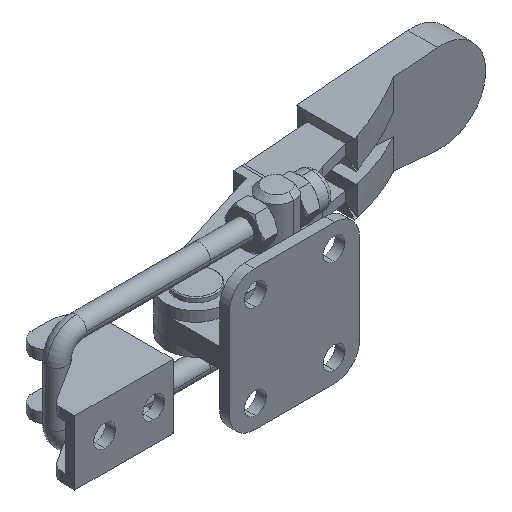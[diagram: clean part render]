
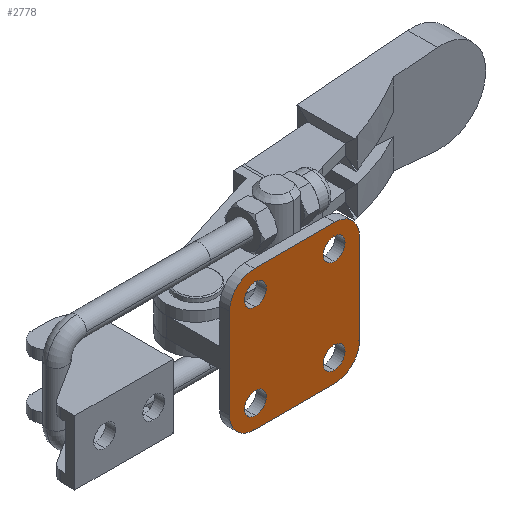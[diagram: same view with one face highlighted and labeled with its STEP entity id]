
A CAD part, isometric view. The second image highlights one B-rep face of the part: STEP entity #2778.
In plain terms, the highlighted planar face has unit normal (0, -1, 0).
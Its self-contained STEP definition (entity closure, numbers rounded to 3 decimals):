
#3 = DIRECTION ( 'NONE',  ( 0., 0., -1. ) ) ;
#149 = DIRECTION ( 'NONE',  ( 0., -1., 0. ) ) ;
#163 = AXIS2_PLACEMENT_3D ( 'NONE', #433, #5498, #1160 ) ;
#166 = CARTESIAN_POINT ( 'NONE',  ( 21.2, -0.005, -9.1 ) ) ;
#168 = VERTEX_POINT ( 'NONE', #8980 ) ;
#185 = FACE_BOUND ( 'NONE', #960, .T. ) ;
#245 = DIRECTION ( 'NONE',  ( 0., 0., -1. ) ) ;
#262 = DIRECTION ( 'NONE',  ( 0., -1., 0. ) ) ;
#307 = CARTESIAN_POINT ( 'NONE',  ( 26.2, -0.005, -14.1 ) ) ;
#326 = CARTESIAN_POINT ( 'NONE',  ( 5.2, -0.005, -7.3 ) ) ;
#433 = CARTESIAN_POINT ( 'NONE',  ( 5.2, -0.005, 9.5 ) ) ;
#457 = DIRECTION ( 'NONE',  ( 0., -1., 0. ) ) ;
#484 = CIRCLE ( 'NONE', #5318, 2.2 ) ;
#498 = DIRECTION ( 'NONE',  ( 0., 0., 1. ) ) ;
#601 = AXIS2_PLACEMENT_3D ( 'NONE', #4592, #262, #5321 ) ;
#632 = VERTEX_POINT ( 'NONE', #9313 ) ;
#723 = ORIENTED_EDGE ( 'NONE', *, *, #4776, .F. ) ;
#906 = EDGE_CURVE ( 'NONE', #1171, #7249, #7818, .T. ) ;
#938 = CIRCLE ( 'NONE', #163, 2.2 ) ;
#960 = EDGE_LOOP ( 'NONE', ( #7240, #4810 ) ) ;
#1009 = CARTESIAN_POINT ( 'NONE',  ( 26.2, -0.005, -9.1 ) ) ;
#1020 = CARTESIAN_POINT ( 'NONE',  ( 21.2, -0.005, -14.1 ) ) ;
#1073 = VERTEX_POINT ( 'NONE', #2084 ) ;
#1148 = EDGE_CURVE ( 'NONE', #8507, #7497, #7266, .T. ) ;
#1160 = DIRECTION ( 'NONE',  ( 0., 0., -1. ) ) ;
#1171 = VERTEX_POINT ( 'NONE', #1020 ) ;
#1175 = EDGE_CURVE ( 'NONE', #7497, #5989, #9176, .T. ) ;
#1181 = CARTESIAN_POINT ( 'NONE',  ( 5.2, -0.005, 9.5 ) ) ;
#1367 = AXIS2_PLACEMENT_3D ( 'NONE', #6256, #457, #4656 ) ;
#1392 = CIRCLE ( 'NONE', #3804, 5. ) ;
#1442 = DIRECTION ( 'NONE',  ( 0., -1., 0. ) ) ;
#1534 = CARTESIAN_POINT ( 'NONE',  ( 26.2, -0.005, -8.05 ) ) ;
#1583 = AXIS2_PLACEMENT_3D ( 'NONE', #1181, #6249, #1921 ) ;
#1696 = ORIENTED_EDGE ( 'NONE', *, *, #906, .T. ) ;
#1921 = DIRECTION ( 'NONE',  ( 0., 0., -1. ) ) ;
#1973 = EDGE_LOOP ( 'NONE', ( #4601, #3575, #4698, #7556, #3766, #5981, #5041, #1696 ) ) ;
#2035 = VERTEX_POINT ( 'NONE', #5917 ) ;
#2084 = CARTESIAN_POINT ( 'NONE',  ( 21.1, -0.005, 7.3 ) ) ;
#2112 = FACE_OUTER_BOUND ( 'NONE', #1973, .T. ) ;
#2142 = CARTESIAN_POINT ( 'NONE',  ( 21.1, -0.005, 9.5 ) ) ;
#2203 = EDGE_LOOP ( 'NONE', ( #5818, #5255 ) ) ;
#2319 = CARTESIAN_POINT ( 'NONE',  ( 21.1, -0.005, 11.7 ) ) ;
#2333 = LINE ( 'NONE', #9010, #4252 ) ;
#2343 = VERTEX_POINT ( 'NONE', #2319 ) ;
#2596 = CARTESIAN_POINT ( 'NONE',  ( 5.2, -0.005, -11.7 ) ) ;
#2606 = EDGE_CURVE ( 'NONE', #4918, #5022, #7775, .T. ) ;
#2699 = LINE ( 'NONE', #7851, #4610 ) ;
#2743 = EDGE_CURVE ( 'NONE', #5989, #1171, #2333, .T. ) ;
#2778 = ADVANCED_FACE ( 'NONE', ( #185, #7653, #2112, #7878, #5728 ), #6710, .T. ) ;
#2875 = DIRECTION ( 'NONE',  ( 0., 0., -1. ) ) ;
#3068 = AXIS2_PLACEMENT_3D ( 'NONE', #9162, #4828, #498 ) ;
#3083 = EDGE_LOOP ( 'NONE', ( #3507, #4358 ) ) ;
#3090 = DIRECTION ( 'NONE',  ( 0., -1., 0. ) ) ;
#3192 = CIRCLE ( 'NONE', #9387, 2.2 ) ;
#3298 = CIRCLE ( 'NONE', #8341, 2.2 ) ;
#3434 = CIRCLE ( 'NONE', #1583, 2.2 ) ;
#3507 = ORIENTED_EDGE ( 'NONE', *, *, #4010, .F. ) ;
#3575 = ORIENTED_EDGE ( 'NONE', *, *, #4784, .F. ) ;
#3606 = AXIS2_PLACEMENT_3D ( 'NONE', #307, #149, #4483 ) ;
#3677 = LINE ( 'NONE', #1534, #8412 ) ;
#3730 = EDGE_CURVE ( 'NONE', #7249, #9391, #3677, .T. ) ;
#3756 = CARTESIAN_POINT ( 'NONE',  ( 5., -0.005, -14.1 ) ) ;
#3766 = ORIENTED_EDGE ( 'NONE', *, *, #1148, .T. ) ;
#3781 = ORIENTED_EDGE ( 'NONE', *, *, #5476, .F. ) ;
#3804 = AXIS2_PLACEMENT_3D ( 'NONE', #8672, #4334, #3 ) ;
#4010 = EDGE_CURVE ( 'NONE', #2035, #632, #938, .T. ) ;
#4060 = EDGE_CURVE ( 'NONE', #168, #8507, #8180, .T. ) ;
#4236 = DIRECTION ( 'NONE',  ( -1., 0., 0. ) ) ;
#4242 = DIRECTION ( 'NONE',  ( 0., -1., 0. ) ) ;
#4252 = VECTOR ( 'NONE', #5397, 1000. ) ;
#4256 = EDGE_CURVE ( 'NONE', #1073, #2343, #3192, .T. ) ;
#4334 = DIRECTION ( 'NONE',  ( 0., 1., 0. ) ) ;
#4358 = ORIENTED_EDGE ( 'NONE', *, *, #4620, .F. ) ;
#4360 = CARTESIAN_POINT ( 'NONE',  ( 0., -0.005, -9.1 ) ) ;
#4376 = VERTEX_POINT ( 'NONE', #5876 ) ;
#4483 = DIRECTION ( 'NONE',  ( 0., 0., 1. ) ) ;
#4499 = DIRECTION ( 'NONE',  ( 0., -1., 0. ) ) ;
#4577 = DIRECTION ( 'NONE',  ( 0., -1., 0. ) ) ;
#4592 = CARTESIAN_POINT ( 'NONE',  ( 5.2, -0.005, -9.5 ) ) ;
#4601 = ORIENTED_EDGE ( 'NONE', *, *, #3730, .T. ) ;
#4610 = VECTOR ( 'NONE', #4236, 1000. ) ;
#4620 = EDGE_CURVE ( 'NONE', #632, #2035, #3434, .T. ) ;
#4656 = DIRECTION ( 'NONE',  ( 0., 0., -1. ) ) ;
#4658 = AXIS2_PLACEMENT_3D ( 'NONE', #9322, #4242, #8570 ) ;
#4698 = ORIENTED_EDGE ( 'NONE', *, *, #7010, .T. ) ;
#4776 = EDGE_CURVE ( 'NONE', #4916, #4376, #3298, .T. ) ;
#4784 = EDGE_CURVE ( 'NONE', #6415, #9391, #1392, .T. ) ;
#4810 = ORIENTED_EDGE ( 'NONE', *, *, #9261, .F. ) ;
#4828 = DIRECTION ( 'NONE',  ( 0., -1., 0. ) ) ;
#4916 = VERTEX_POINT ( 'NONE', #5380 ) ;
#4918 = VERTEX_POINT ( 'NONE', #326 ) ;
#5022 = VERTEX_POINT ( 'NONE', #2596 ) ;
#5041 = ORIENTED_EDGE ( 'NONE', *, *, #2743, .T. ) ;
#5255 = ORIENTED_EDGE ( 'NONE', *, *, #4256, .F. ) ;
#5318 = AXIS2_PLACEMENT_3D ( 'NONE', #8920, #4577, #245 ) ;
#5321 = DIRECTION ( 'NONE',  ( 0., 0., -1. ) ) ;
#5380 = CARTESIAN_POINT ( 'NONE',  ( 21.1, -0.005, -7.3 ) ) ;
#5397 = DIRECTION ( 'NONE',  ( 1., 0., 0. ) ) ;
#5476 = EDGE_CURVE ( 'NONE', #4376, #4916, #6821, .T. ) ;
#5498 = DIRECTION ( 'NONE',  ( 0., -1., 0. ) ) ;
#5728 = FACE_BOUND ( 'NONE', #2203, .T. ) ;
#5749 = CARTESIAN_POINT ( 'NONE',  ( 0., -0.005, -8.05 ) ) ;
#5767 = CARTESIAN_POINT ( 'NONE',  ( 21.1, -0.005, -9.5 ) ) ;
#5818 = ORIENTED_EDGE ( 'NONE', *, *, #7641, .F. ) ;
#5876 = CARTESIAN_POINT ( 'NONE',  ( 21.1, -0.005, -11.7 ) ) ;
#5917 = CARTESIAN_POINT ( 'NONE',  ( 5.2, -0.005, 11.7 ) ) ;
#5981 = ORIENTED_EDGE ( 'NONE', *, *, #1175, .T. ) ;
#5989 = VERTEX_POINT ( 'NONE', #3756 ) ;
#6241 = CARTESIAN_POINT ( 'NONE',  ( 26.2, -0.005, 9.1 ) ) ;
#6249 = DIRECTION ( 'NONE',  ( 0., -1., 0. ) ) ;
#6256 = CARTESIAN_POINT ( 'NONE',  ( 5.2, -0.005, -9.5 ) ) ;
#6415 = VERTEX_POINT ( 'NONE', #7640 ) ;
#6504 = DIRECTION ( 'NONE',  ( 0., 0., -1. ) ) ;
#6592 = DIRECTION ( 'NONE',  ( 0., 0., 1. ) ) ;
#6710 = PLANE ( 'NONE',  #3606 ) ;
#6821 = CIRCLE ( 'NONE', #9276, 2.2 ) ;
#7010 = EDGE_CURVE ( 'NONE', #6415, #168, #2699, .T. ) ;
#7221 = DIRECTION ( 'NONE',  ( 0., -1., 0. ) ) ;
#7240 = ORIENTED_EDGE ( 'NONE', *, *, #2606, .F. ) ;
#7249 = VERTEX_POINT ( 'NONE', #1009 ) ;
#7266 = LINE ( 'NONE', #5749, #8153 ) ;
#7385 = EDGE_LOOP ( 'NONE', ( #723, #3781 ) ) ;
#7441 = CARTESIAN_POINT ( 'NONE',  ( 21.1, -0.005, -9.5 ) ) ;
#7497 = VERTEX_POINT ( 'NONE', #4360 ) ;
#7556 = ORIENTED_EDGE ( 'NONE', *, *, #4060, .T. ) ;
#7640 = CARTESIAN_POINT ( 'NONE',  ( 21.2, -0.005, 14.1 ) ) ;
#7641 = EDGE_CURVE ( 'NONE', #2343, #1073, #484, .T. ) ;
#7653 = FACE_BOUND ( 'NONE', #7385, .T. ) ;
#7775 = CIRCLE ( 'NONE', #1367, 2.2 ) ;
#7818 = CIRCLE ( 'NONE', #7941, 5. ) ;
#7835 = DIRECTION ( 'NONE',  ( 0., 0., -1. ) ) ;
#7851 = CARTESIAN_POINT ( 'NONE',  ( 0., -0.005, 14.1 ) ) ;
#7878 = FACE_BOUND ( 'NONE', #3083, .T. ) ;
#7941 = AXIS2_PLACEMENT_3D ( 'NONE', #166, #4499, #8834 ) ;
#8152 = DIRECTION ( 'NONE',  ( 0., 0., -1. ) ) ;
#8153 = VECTOR ( 'NONE', #7835, 1000. ) ;
#8180 = CIRCLE ( 'NONE', #3068, 5. ) ;
#8341 = AXIS2_PLACEMENT_3D ( 'NONE', #5767, #1442, #6504 ) ;
#8412 = VECTOR ( 'NONE', #6592, 1000. ) ;
#8507 = VERTEX_POINT ( 'NONE', #8633 ) ;
#8570 = DIRECTION ( 'NONE',  ( 0., 0., 1. ) ) ;
#8633 = CARTESIAN_POINT ( 'NONE',  ( 0., -0.005, 9.1 ) ) ;
#8672 = CARTESIAN_POINT ( 'NONE',  ( 21.2, -0.005, 9.1 ) ) ;
#8712 = CIRCLE ( 'NONE', #601, 2.2 ) ;
#8834 = DIRECTION ( 'NONE',  ( 0., 0., -1. ) ) ;
#8920 = CARTESIAN_POINT ( 'NONE',  ( 21.1, -0.005, 9.5 ) ) ;
#8980 = CARTESIAN_POINT ( 'NONE',  ( 5., -0.005, 14.1 ) ) ;
#9010 = CARTESIAN_POINT ( 'NONE',  ( 26.2, -0.005, -14.1 ) ) ;
#9162 = CARTESIAN_POINT ( 'NONE',  ( 5., -0.005, 9.1 ) ) ;
#9176 = CIRCLE ( 'NONE', #4658, 5. ) ;
#9261 = EDGE_CURVE ( 'NONE', #5022, #4918, #8712, .T. ) ;
#9276 = AXIS2_PLACEMENT_3D ( 'NONE', #7441, #3090, #8152 ) ;
#9313 = CARTESIAN_POINT ( 'NONE',  ( 5.2, -0.005, 7.3 ) ) ;
#9322 = CARTESIAN_POINT ( 'NONE',  ( 5., -0.005, -9.1 ) ) ;
#9387 = AXIS2_PLACEMENT_3D ( 'NONE', #2142, #7221, #2875 ) ;
#9391 = VERTEX_POINT ( 'NONE', #6241 ) ;
